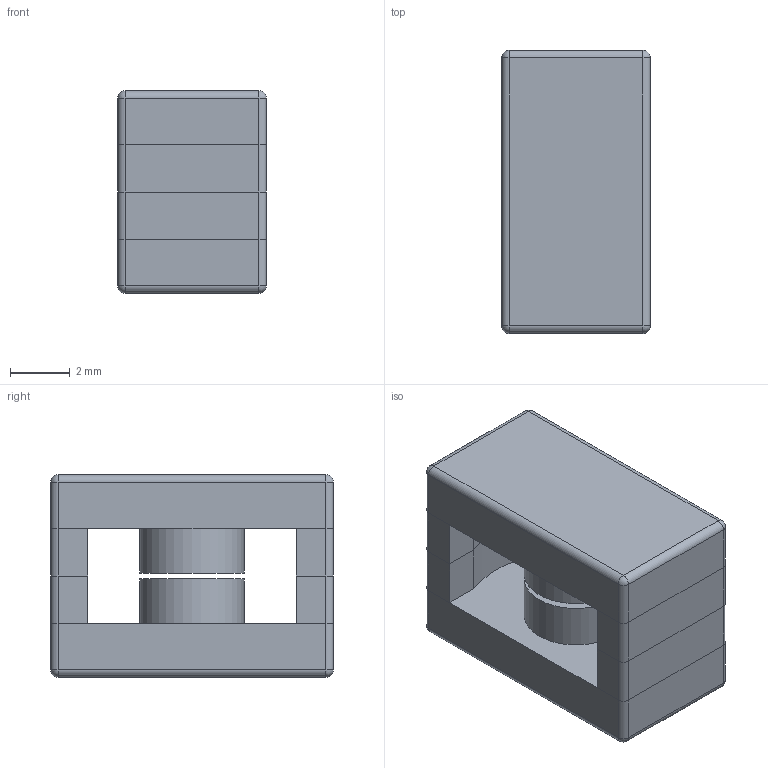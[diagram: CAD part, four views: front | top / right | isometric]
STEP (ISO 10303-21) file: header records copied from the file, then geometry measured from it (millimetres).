
FILE_DESCRIPTION(('FreeCAD Model'),'2;1');
FILE_NAME('Open CASCADE Shape Model','2024-02-14T13:10:03',(''),(''), 'Open CASCADE STEP processor 7.6','FreeCAD','Unknown');
FILE_SCHEMA(('AUTOMOTIVE_DESIGN { 1 0 10303 214 1 1 1 1 }'));
Length unit declared in the file: millimetre
Products named in the file (3): ER9.5-5_set; LCS_Origin; ER9.5-5
Assembly tree (3 placements, depth 2):
  ER9.5-5_set
    LCS_Origin
    ER9.5-5  x2
Bounding box: 5 x 9.5 x 6.8 mm (x, y, z)
Volume: 235.8 mm3; surface area: 398.5 mm2
Topology: 2 solids, 2 shells, 76 faces, 170 edges, 92 vertices
Faces by surface type: plane 38, cylinder 30, sphere 8
Full cylindrical faces by diameter (mm): 3.5 x2
Entity records: 1092 total; most frequent: DIRECTION 191, CARTESIAN_POINT 169, ORIENTED_EDGE 162, EDGE_CURVE 81, AXIS2_PLACEMENT_3D 68, LINE 55, VECTOR 55, VERTEX_POINT 46
